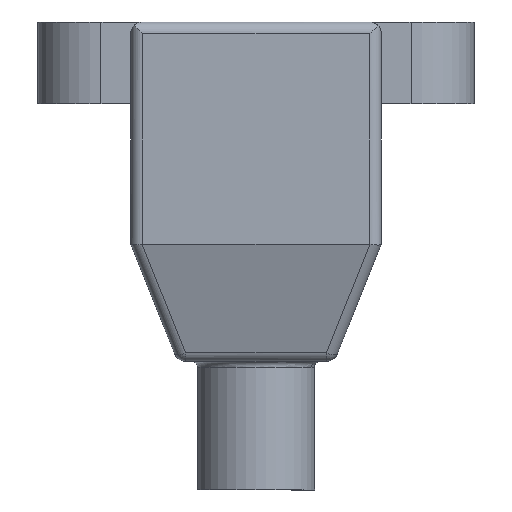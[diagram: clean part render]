
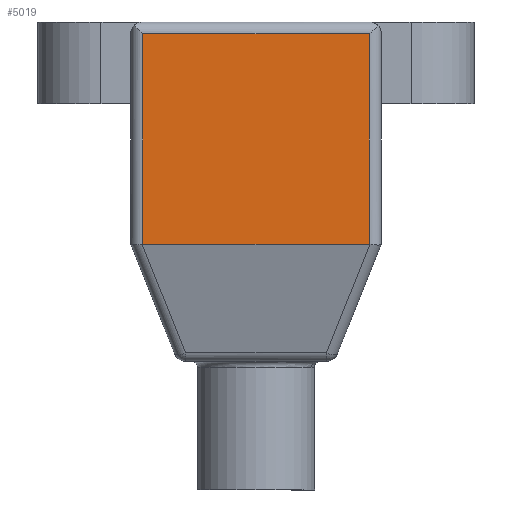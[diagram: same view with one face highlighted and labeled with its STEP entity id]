
A CAD part, front view. The second image highlights one B-rep face of the part: STEP entity #5019.
In plain terms, the highlighted planar face has unit normal (0, -1, 0).
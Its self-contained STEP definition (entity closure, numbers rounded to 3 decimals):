
#258 = DIRECTION ( 'NONE',  ( 1., 0., 0. ) ) ;
#1579 = DIRECTION ( 'NONE',  ( 0., 0., -1. ) ) ;
#1827 = VECTOR ( 'NONE', #258, 1000. ) ;
#1839 = DIRECTION ( 'NONE',  ( 0., 0., 1. ) ) ;
#2377 = EDGE_LOOP ( 'NONE', ( #25528, #4608, #26685, #26727 ) ) ;
#3056 = CARTESIAN_POINT ( 'NONE',  ( 0., -2.602, 9.095 ) ) ;
#3809 = VERTEX_POINT ( 'NONE', #11212 ) ;
#4608 = ORIENTED_EDGE ( 'NONE', *, *, #34207, .F. ) ;
#5019 = ADVANCED_FACE ( 'NONE', ( #36990 ), #17811, .T. ) ;
#8330 = AXIS2_PLACEMENT_3D ( 'NONE', #3056, #9028, #9290 ) ;
#8843 = CARTESIAN_POINT ( 'NONE',  ( 0., -2.602, -9.905 ) ) ;
#9011 = EDGE_CURVE ( 'NONE', #35375, #25767, #30915, .T. ) ;
#9028 = DIRECTION ( 'NONE',  ( 0., -1., 0. ) ) ;
#9078 = LINE ( 'NONE', #10665, #18306 ) ;
#9249 = VECTOR ( 'NONE', #37357, 1000. ) ;
#9290 = DIRECTION ( 'NONE',  ( 1., 0., 0. ) ) ;
#10665 = CARTESIAN_POINT ( 'NONE',  ( 9.7, -2.602, 9.095 ) ) ;
#11212 = CARTESIAN_POINT ( 'NONE',  ( -9.7, -2.602, 8.095 ) ) ;
#16116 = CARTESIAN_POINT ( 'NONE',  ( -9.7, -2.602, -9.905 ) ) ;
#17129 = LINE ( 'NONE', #22666, #9249 ) ;
#17811 = PLANE ( 'NONE',  #8330 ) ;
#18306 = VECTOR ( 'NONE', #1839, 1000. ) ;
#18312 = VERTEX_POINT ( 'NONE', #35456 ) ;
#19293 = CARTESIAN_POINT ( 'NONE',  ( 9.7, -2.602, -9.905 ) ) ;
#20101 = VECTOR ( 'NONE', #1579, 1000. ) ;
#20866 = EDGE_CURVE ( 'NONE', #25767, #18312, #9078, .T. ) ;
#22666 = CARTESIAN_POINT ( 'NONE',  ( 0., -2.602, 8.095 ) ) ;
#25113 = CARTESIAN_POINT ( 'NONE',  ( -9.7, -2.602, 9.095 ) ) ;
#25528 = ORIENTED_EDGE ( 'NONE', *, *, #20866, .T. ) ;
#25767 = VERTEX_POINT ( 'NONE', #19293 ) ;
#26685 = ORIENTED_EDGE ( 'NONE', *, *, #28876, .T. ) ;
#26727 = ORIENTED_EDGE ( 'NONE', *, *, #9011, .T. ) ;
#28876 = EDGE_CURVE ( 'NONE', #3809, #35375, #31117, .T. ) ;
#30915 = LINE ( 'NONE', #8843, #1827 ) ;
#31117 = LINE ( 'NONE', #25113, #20101 ) ;
#34207 = EDGE_CURVE ( 'NONE', #3809, #18312, #17129, .T. ) ;
#35375 = VERTEX_POINT ( 'NONE', #16116 ) ;
#35456 = CARTESIAN_POINT ( 'NONE',  ( 9.7, -2.602, 8.095 ) ) ;
#36990 = FACE_OUTER_BOUND ( 'NONE', #2377, .T. ) ;
#37357 = DIRECTION ( 'NONE',  ( 1., 0., 0. ) ) ;
